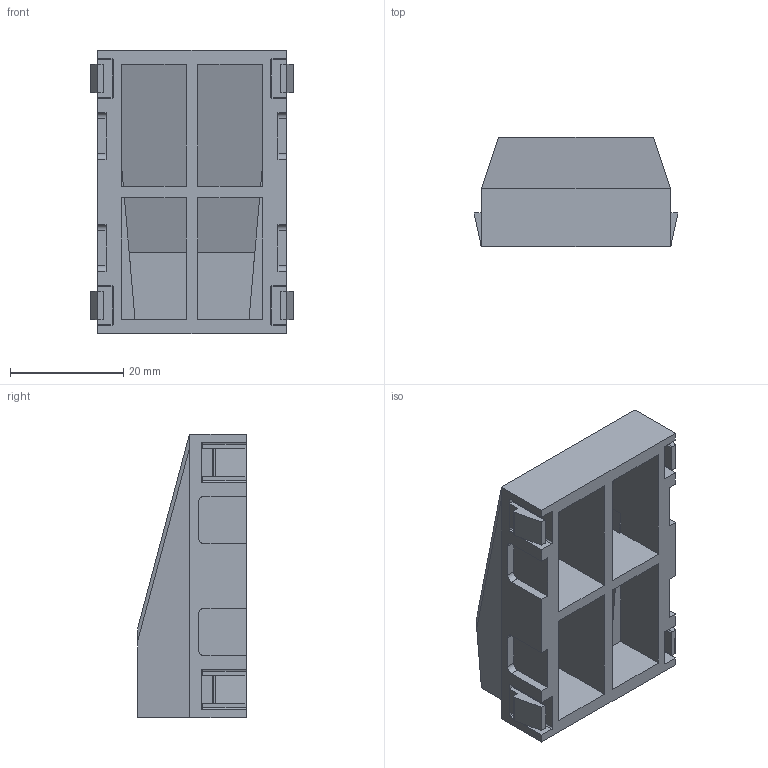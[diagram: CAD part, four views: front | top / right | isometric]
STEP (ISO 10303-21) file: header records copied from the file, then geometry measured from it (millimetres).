
FILE_DESCRIPTION(('FreeCAD Model'),'2;1');
FILE_NAME('Open CASCADE Shape Model','2024-03-20T10:57:26',(''),(''), 'Open CASCADE STEP processor 7.6','FreeCAD','Unknown');
FILE_SCHEMA(('AUTOMOTIVE_DESIGN { 1 0 10303 214 1 1 1 1 }'));
Length unit declared in the file: millimetre
Products named in the file (1): STI8-RAMRG40
Bounding box: 35.8 x 19.2 x 50 mm (x, y, z)
Volume: 11477.7 mm3; surface area: 10083.2 mm2
Topology: 1 solids, 1 shells, 169 faces, 463 edges, 292 vertices
Faces by surface type: plane 119, cylinder 42, bspline 8
Entity records: 11788 total; most frequent: CARTESIAN_POINT 2601, DIRECTION 1723, LINE 1183, VECTOR 1183, ORIENTED_EDGE 910, PCURVE 910, DEFINITIONAL_REPRESENTATION 910, EDGE_CURVE 455
